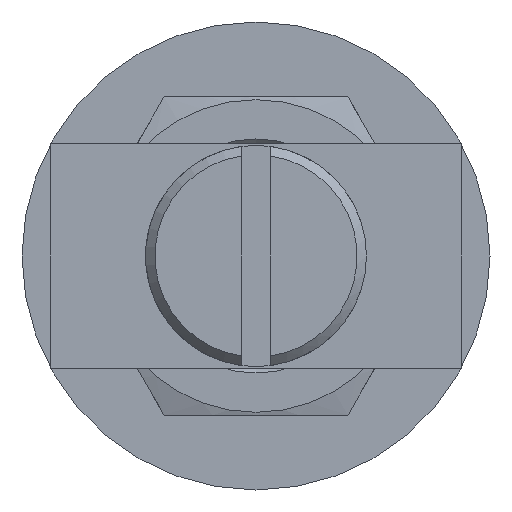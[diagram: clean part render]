
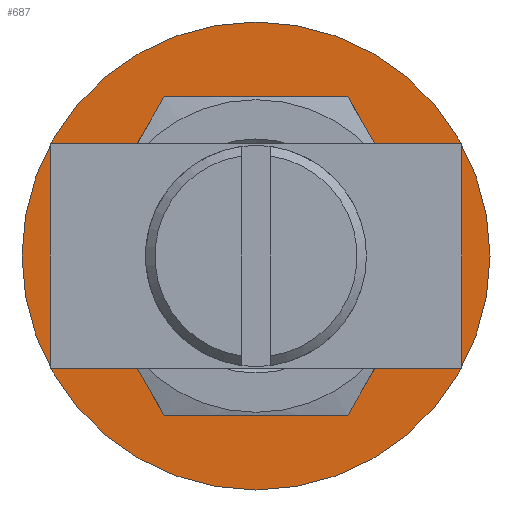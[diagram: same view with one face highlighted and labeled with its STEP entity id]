
A CAD part, front view. The second image highlights one B-rep face of the part: STEP entity #687.
In plain terms, the highlighted planar face has unit normal (0, -1, 0).
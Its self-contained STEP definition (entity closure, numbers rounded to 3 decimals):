
#43=FACE_BOUND('',#168,.T.);
#44=FACE_BOUND('',#169,.T.);
#168=EDGE_LOOP('',(#525));
#169=EDGE_LOOP('',(#526));
#306=CIRCLE('',#750,12.5);
#307=CIRCLE('',#752,6.);
#351=VERTEX_POINT('',#1094);
#352=VERTEX_POINT('',#1097);
#422=EDGE_CURVE('',#351,#351,#306,.T.);
#423=EDGE_CURVE('',#352,#352,#307,.T.);
#525=ORIENTED_EDGE('',*,*,#423,.F.);
#526=ORIENTED_EDGE('',*,*,#422,.T.);
#656=PLANE('',#751);
#687=ADVANCED_FACE('',(#43,#44),#656,.T.);
#750=AXIS2_PLACEMENT_3D('',#1095,#871,#872);
#751=AXIS2_PLACEMENT_3D('',#1096,#873,#874);
#752=AXIS2_PLACEMENT_3D('',#1098,#875,#876);
#871=DIRECTION('center_axis',(0.,-1.,0.));
#872=DIRECTION('ref_axis',(-1.,0.,0.));
#873=DIRECTION('center_axis',(0.,-1.,0.));
#874=DIRECTION('ref_axis',(0.,0.,-1.));
#875=DIRECTION('center_axis',(0.,-1.,0.));
#876=DIRECTION('ref_axis',(-1.,0.,0.));
#1094=CARTESIAN_POINT('',(-12.5,45.,0.));
#1095=CARTESIAN_POINT('Origin',(0.,45.,0.));
#1096=CARTESIAN_POINT('Origin',(-9.25,45.,0.));
#1097=CARTESIAN_POINT('',(-6.,45.,0.));
#1098=CARTESIAN_POINT('Origin',(0.,45.,0.));
